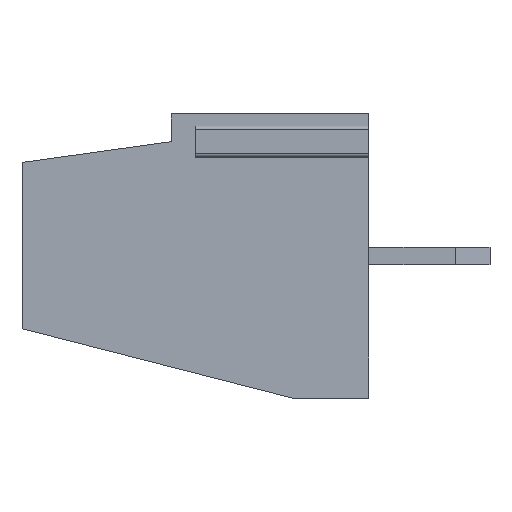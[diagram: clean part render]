
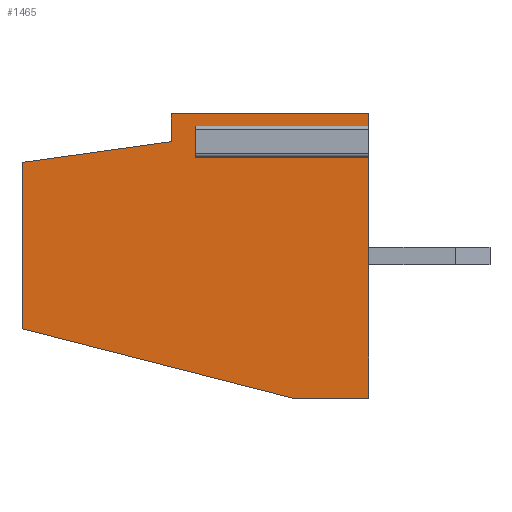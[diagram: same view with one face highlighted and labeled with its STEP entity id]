
A CAD part, left-side view. The second image highlights one B-rep face of the part: STEP entity #1465.
In plain terms, the highlighted planar face has unit normal (-1, 0, 0).
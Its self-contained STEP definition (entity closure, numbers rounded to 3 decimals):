
#72=DIRECTION('',(0.,0.,1.));
#73=VECTOR('',#72,0.85);
#74=CARTESIAN_POINT('',(-5.08,2.25,-1.225));
#75=LINE('',#74,#73);
#76=DIRECTION('',(0.,-1.,0.));
#77=VECTOR('',#76,5.);
#78=CARTESIAN_POINT('',(-5.08,2.25,-1.225));
#79=LINE('',#78,#77);
#80=DIRECTION('',(0.,0.,-1.));
#81=VECTOR('',#80,6.975);
#82=CARTESIAN_POINT('',(-5.08,-2.75,-1.225));
#83=LINE('',#82,#81);
#84=DIRECTION('',(0.,1.,0.));
#85=VECTOR('',#84,2.2);
#86=CARTESIAN_POINT('',(-5.08,-2.75,-8.2));
#87=LINE('',#86,#85);
#88=DIRECTION('',(0.,0.969,0.248));
#89=VECTOR('',#88,8.052);
#90=CARTESIAN_POINT('',(-5.08,-0.55,-8.2));
#91=LINE('',#90,#89);
#92=DIRECTION('',(0.,0.,1.));
#93=VECTOR('',#92,4.8);
#94=CARTESIAN_POINT('',(-5.08,7.25,-6.2));
#95=LINE('',#94,#93);
#96=DIRECTION('',(0.,-0.99,0.138));
#97=VECTOR('',#96,4.342);
#98=CARTESIAN_POINT('',(-5.08,7.25,-1.4));
#99=LINE('',#98,#97);
#100=DIRECTION('',(0.,0.,1.));
#101=VECTOR('',#100,0.8);
#102=CARTESIAN_POINT('',(-5.08,2.95,-0.8));
#103=LINE('',#102,#101);
#104=DIRECTION('',(0.,-1.,0.));
#105=VECTOR('',#104,5.7);
#106=CARTESIAN_POINT('',(-5.08,2.95,0.));
#107=LINE('',#106,#105);
#108=DIRECTION('',(0.,0.,-1.));
#109=VECTOR('',#108,0.375);
#110=CARTESIAN_POINT('',(-5.08,-2.75,0.));
#111=LINE('',#110,#109);
#112=DIRECTION('',(0.,-1.,0.));
#113=VECTOR('',#112,5.);
#114=CARTESIAN_POINT('',(-5.08,2.25,-0.375));
#115=LINE('',#114,#113);
#1104=CARTESIAN_POINT('',(-5.08,-2.75,-8.2));
#1105=CARTESIAN_POINT('',(-5.08,-0.55,-8.2));
#1106=VERTEX_POINT('',#1104);
#1107=VERTEX_POINT('',#1105);
#1108=CARTESIAN_POINT('',(-5.08,7.25,-6.2));
#1109=VERTEX_POINT('',#1108);
#1110=CARTESIAN_POINT('',(-5.08,7.25,-1.4));
#1111=VERTEX_POINT('',#1110);
#1112=CARTESIAN_POINT('',(-5.08,2.95,-0.8));
#1113=VERTEX_POINT('',#1112);
#1114=CARTESIAN_POINT('',(-5.08,2.95,0.));
#1115=VERTEX_POINT('',#1114);
#1116=CARTESIAN_POINT('',(-5.08,-2.75,0.));
#1117=VERTEX_POINT('',#1116);
#1180=CARTESIAN_POINT('',(-5.08,2.25,-1.225));
#1181=CARTESIAN_POINT('',(-5.08,2.25,-0.375));
#1182=VERTEX_POINT('',#1180);
#1183=VERTEX_POINT('',#1181);
#1184=CARTESIAN_POINT('',(-5.08,-2.75,-1.225));
#1185=VERTEX_POINT('',#1184);
#1186=CARTESIAN_POINT('',(-5.08,-2.75,-0.375));
#1187=VERTEX_POINT('',#1186);
#1436=CARTESIAN_POINT('',(-5.08,0.,0.));
#1437=DIRECTION('',(1.,0.,0.));
#1438=DIRECTION('',(0.,0.,-1.));
#1439=AXIS2_PLACEMENT_3D('',#1436,#1437,#1438);
#1440=PLANE('',#1439);
#1442=ORIENTED_EDGE('',*,*,#1441,.F.);
#1444=ORIENTED_EDGE('',*,*,#1443,.T.);
#1446=ORIENTED_EDGE('',*,*,#1445,.T.);
#1448=ORIENTED_EDGE('',*,*,#1447,.T.);
#1450=ORIENTED_EDGE('',*,*,#1449,.T.);
#1452=ORIENTED_EDGE('',*,*,#1451,.T.);
#1454=ORIENTED_EDGE('',*,*,#1453,.T.);
#1456=ORIENTED_EDGE('',*,*,#1455,.T.);
#1458=ORIENTED_EDGE('',*,*,#1457,.T.);
#1460=ORIENTED_EDGE('',*,*,#1459,.T.);
#1462=ORIENTED_EDGE('',*,*,#1461,.F.);
#1463=EDGE_LOOP('',(#1442,#1444,#1446,#1448,#1450,#1452,#1454,#1456,#1458,#1460,
#1462));
#1464=FACE_OUTER_BOUND('',#1463,.F.);
#1465=ADVANCED_FACE('',(#1464),#1440,.F.);
#1441=EDGE_CURVE('',#1182,#1183,#75,.T.);
#1443=EDGE_CURVE('',#1182,#1185,#79,.T.);
#1445=EDGE_CURVE('',#1185,#1106,#83,.T.);
#1447=EDGE_CURVE('',#1106,#1107,#87,.T.);
#1449=EDGE_CURVE('',#1107,#1109,#91,.T.);
#1451=EDGE_CURVE('',#1109,#1111,#95,.T.);
#1453=EDGE_CURVE('',#1111,#1113,#99,.T.);
#1455=EDGE_CURVE('',#1113,#1115,#103,.T.);
#1457=EDGE_CURVE('',#1115,#1117,#107,.T.);
#1459=EDGE_CURVE('',#1117,#1187,#111,.T.);
#1461=EDGE_CURVE('',#1183,#1187,#115,.T.);
